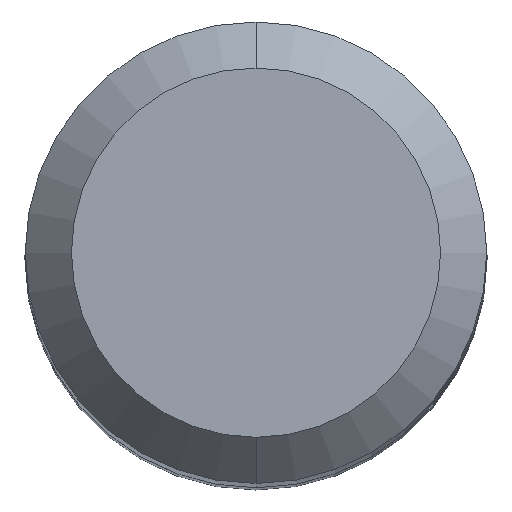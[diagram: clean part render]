
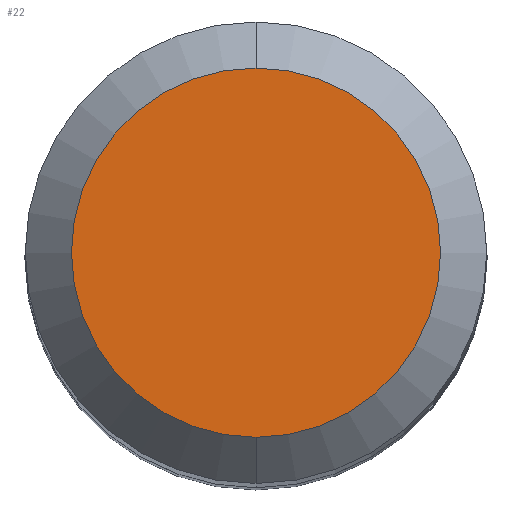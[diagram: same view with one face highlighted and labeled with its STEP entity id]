
A CAD part, top view. The second image highlights one B-rep face of the part: STEP entity #22.
In plain terms, the highlighted planar face has unit normal (0, 0, 1).
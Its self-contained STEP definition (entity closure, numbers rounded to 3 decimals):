
#21 = DIRECTION ( 'NONE',  ( 0., 0., -1. ) ) ;
#22 = ADVANCED_FACE ( 'NONE', ( #38 ), #92, .F. ) ;
#24 = EDGE_CURVE ( 'NONE', #339, #230, #66, .T. ) ;
#29 = DIRECTION ( 'NONE',  ( 0., 0., -1. ) ) ;
#38 = FACE_OUTER_BOUND ( 'NONE', #317, .T. ) ;
#56 = EDGE_CURVE ( 'NONE', #230, #339, #253, .T. ) ;
#66 = CIRCLE ( 'NONE', #315, 4.8 ) ;
#85 = AXIS2_PLACEMENT_3D ( 'NONE', #123, #29, #187 ) ;
#92 = PLANE ( 'NONE',  #425 ) ;
#123 = CARTESIAN_POINT ( 'NONE',  ( 0., 0., 58. ) ) ;
#127 = ORIENTED_EDGE ( 'NONE', *, *, #24, .F. ) ;
#144 = ORIENTED_EDGE ( 'NONE', *, *, #56, .F. ) ;
#146 = CARTESIAN_POINT ( 'NONE',  ( 0., 0., 58. ) ) ;
#181 = CARTESIAN_POINT ( 'NONE',  ( 0., 0., 58. ) ) ;
#187 = DIRECTION ( 'NONE',  ( 0., 1., 0. ) ) ;
#230 = VERTEX_POINT ( 'NONE', #259 ) ;
#248 = DIRECTION ( 'NONE',  ( 0., 1., 0. ) ) ;
#253 = CIRCLE ( 'NONE', #85, 4.8 ) ;
#259 = CARTESIAN_POINT ( 'NONE',  ( 0., -4.8, 58. ) ) ;
#315 = AXIS2_PLACEMENT_3D ( 'NONE', #146, #21, #248 ) ;
#317 = EDGE_LOOP ( 'NONE', ( #127, #144 ) ) ;
#328 = DIRECTION ( 'NONE',  ( 0., 0., -1. ) ) ;
#339 = VERTEX_POINT ( 'NONE', #374 ) ;
#374 = CARTESIAN_POINT ( 'NONE',  ( 0., 4.8, 58. ) ) ;
#425 = AXIS2_PLACEMENT_3D ( 'NONE', #181, #328, #428 ) ;
#428 = DIRECTION ( 'NONE',  ( 0., 1., 0. ) ) ;
